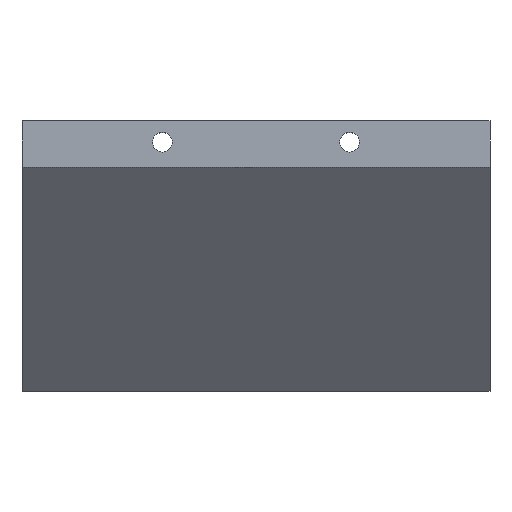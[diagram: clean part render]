
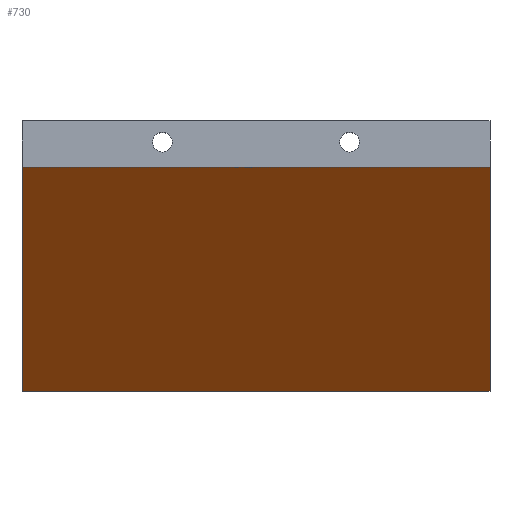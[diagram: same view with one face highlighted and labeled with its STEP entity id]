
A CAD part, top view. The second image highlights one B-rep face of the part: STEP entity #730.
In plain terms, the highlighted planar face has unit normal (0, -0.656, 0.755).
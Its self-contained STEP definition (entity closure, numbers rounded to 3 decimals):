
#261 = VERTEX_POINT('',#262);
#262 = CARTESIAN_POINT('',(0.,0.,3.));
#295 = VERTEX_POINT('',#296);
#296 = CARTESIAN_POINT('',(0.,47.8,44.552));
#302 = EDGE_CURVE('',#295,#261,#303,.T.);
#303 = LINE('',#304,#305);
#304 = CARTESIAN_POINT('',(0.,47.8,44.552));
#305 = VECTOR('',#306,1.);
#306 = DIRECTION('',(0.,-0.755,-0.656)
  );
#340 = EDGE_CURVE('',#261,#341,#343,.T.);
#341 = VERTEX_POINT('',#342);
#342 = CARTESIAN_POINT('',(100.,0.,3.));
#343 = LINE('',#344,#345);
#344 = CARTESIAN_POINT('',(0.,0.,3.));
#345 = VECTOR('',#346,1.);
#346 = DIRECTION('',(1.,0.,0.));
#423 = VERTEX_POINT('',#424);
#424 = CARTESIAN_POINT('',(100.,47.8,44.552));
#430 = EDGE_CURVE('',#423,#341,#431,.T.);
#431 = LINE('',#432,#433);
#432 = CARTESIAN_POINT('',(100.,47.8,44.552));
#433 = VECTOR('',#434,1.);
#434 = DIRECTION('',(0.,-0.755,-0.656)
  );
#730 = ADVANCED_FACE('',(#731),#742,.F.);
#731 = FACE_BOUND('',#732,.F.);
#732 = EDGE_LOOP('',(#733,#739,#740,#741));
#733 = ORIENTED_EDGE('',*,*,#734,.T.);
#734 = EDGE_CURVE('',#295,#423,#735,.T.);
#735 = LINE('',#736,#737);
#736 = CARTESIAN_POINT('',(0.,47.8,44.552));
#737 = VECTOR('',#738,1.);
#738 = DIRECTION('',(1.,0.,0.));
#739 = ORIENTED_EDGE('',*,*,#430,.T.);
#740 = ORIENTED_EDGE('',*,*,#340,.F.);
#741 = ORIENTED_EDGE('',*,*,#302,.F.);
#742 = PLANE('',#743);
#743 = AXIS2_PLACEMENT_3D('',#744,#745,#746);
#744 = CARTESIAN_POINT('',(0.,47.8,44.552));
#745 = DIRECTION('',(0.,0.656,-0.755)
  );
#746 = DIRECTION('',(0.,-0.755,-0.656)
  );
